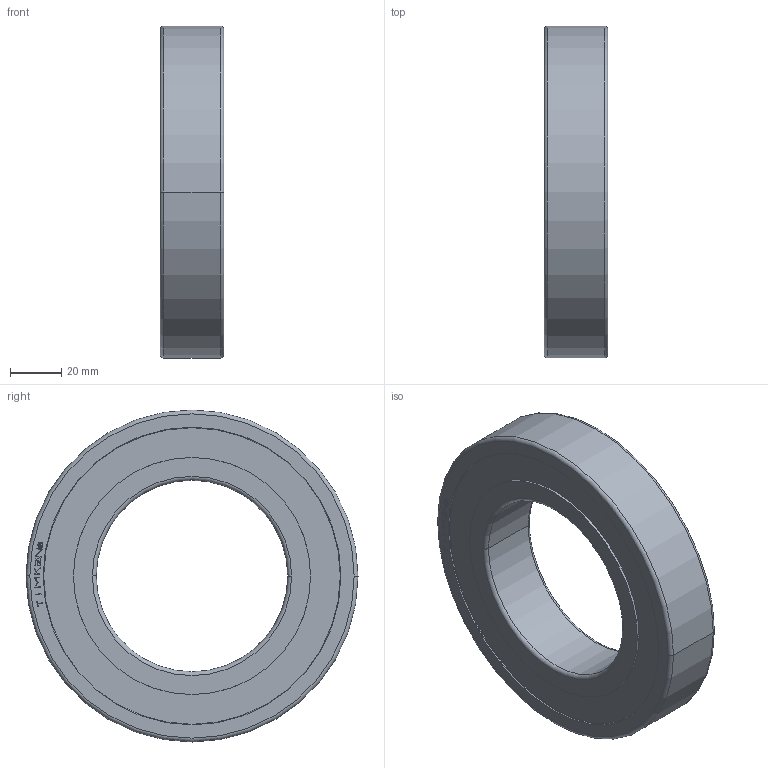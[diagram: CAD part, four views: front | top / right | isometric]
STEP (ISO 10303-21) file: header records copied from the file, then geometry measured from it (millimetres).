
FILE_DESCRIPTION(('starvars output'),'1');
FILE_NAME('6215-2RS-C3.stp','18:17:19 2023/12/13',('TraceParts'),(' '),'Spatial InterOp 3D',' ',' ');
FILE_SCHEMA(('AUTOMOTIVE_DESIGN { 1 0 10303 214 3 1 1 }'));
Length unit declared in the file: millimetre
Products named in the file (1): 1
Bounding box: 25 x 130 x 130 mm (x, y, z)
Volume: 177220.1 mm3; surface area: 73275.5 mm2
Topology: 1 solids, 1 shells, 580 faces, 1744 edges, 1168 vertices
Faces by surface type: plane 336, torus 104, sphere 84, cylinder 52, cone 4
Entity records: 30315 total; most frequent: CARTESIAN_POINT 10339, ORIENTED_EDGE 3488, DIRECTION 2804, EDGE_CURVE 1744, VERTEX_POINT 1168, AXIS2_PLACEMENT_3D 941, LINE 922, VECTOR 922
